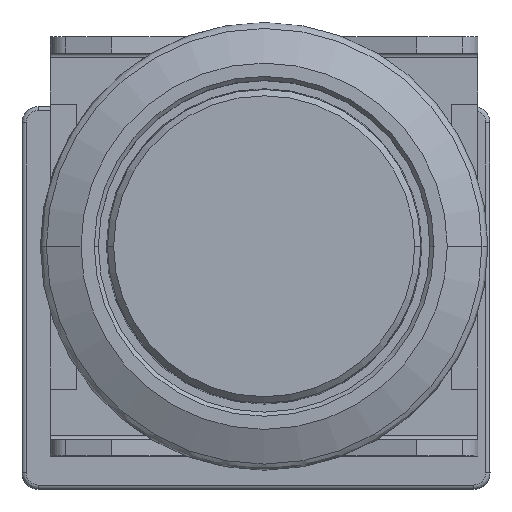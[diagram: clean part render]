
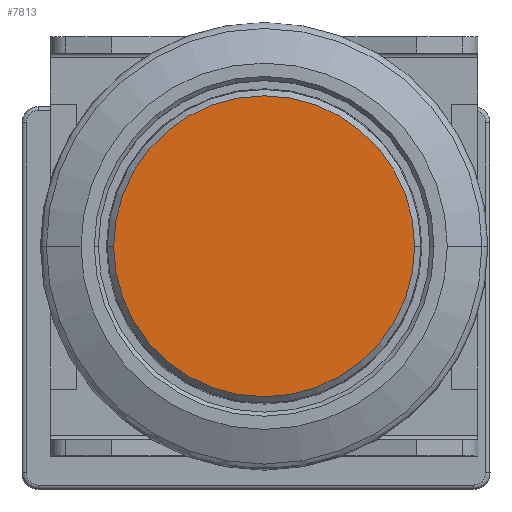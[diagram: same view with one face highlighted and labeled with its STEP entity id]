
A CAD part, top view. The second image highlights one B-rep face of the part: STEP entity #7813.
In plain terms, the highlighted planar face has unit normal (0, 0, 1).
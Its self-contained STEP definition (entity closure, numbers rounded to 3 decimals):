
#874 = AXIS2_PLACEMENT_3D ( 'NONE', #2765, #7266, #11781 ) ;
#1667 = EDGE_CURVE ( 'NONE', #8253, #5742, #7247, .T. ) ;
#2078 = ORIENTED_EDGE ( 'NONE', *, *, #7860, .T. ) ;
#2765 = CARTESIAN_POINT ( 'NONE',  ( 0., 0., 0. ) ) ;
#3033 = CARTESIAN_POINT ( 'NONE',  ( 0., 0., 0. ) ) ;
#3621 = EDGE_LOOP ( 'NONE', ( #2078, #7156 ) ) ;
#4070 = DIRECTION ( 'NONE',  ( 0., 0., 1. ) ) ;
#5174 = FACE_OUTER_BOUND ( 'NONE', #3621, .T. ) ;
#5285 = CARTESIAN_POINT ( 'NONE',  ( 7.396, 0., 0. ) ) ;
#5742 = VERTEX_POINT ( 'NONE', #10485 ) ;
#7156 = ORIENTED_EDGE ( 'NONE', *, *, #1667, .T. ) ;
#7247 = CIRCLE ( 'NONE', #874, 7.396 ) ;
#7266 = DIRECTION ( 'NONE',  ( 0., 0., 1. ) ) ;
#7544 = DIRECTION ( 'NONE',  ( 0., 0., 1. ) ) ;
#7709 = AXIS2_PLACEMENT_3D ( 'NONE', #3033, #7544, #12046 ) ;
#7813 = ADVANCED_FACE ( 'NONE', ( #5174 ), #9680, .T. ) ;
#7860 = EDGE_CURVE ( 'NONE', #5742, #8253, #14091, .T. ) ;
#8253 = VERTEX_POINT ( 'NONE', #5285 ) ;
#8414 = AXIS2_PLACEMENT_3D ( 'NONE', #14197, #4070, #8577 ) ;
#8577 = DIRECTION ( 'NONE',  ( 1., 0., 0. ) ) ;
#9680 = PLANE ( 'NONE',  #8414 ) ;
#10485 = CARTESIAN_POINT ( 'NONE',  ( -7.396, 0., 0. ) ) ;
#11781 = DIRECTION ( 'NONE',  ( -1., 0., 0. ) ) ;
#12046 = DIRECTION ( 'NONE',  ( -1., 0., 0. ) ) ;
#14091 = CIRCLE ( 'NONE', #7709, 7.396 ) ;
#14197 = CARTESIAN_POINT ( 'NONE',  ( -7.485, -7.485, 0. ) ) ;
